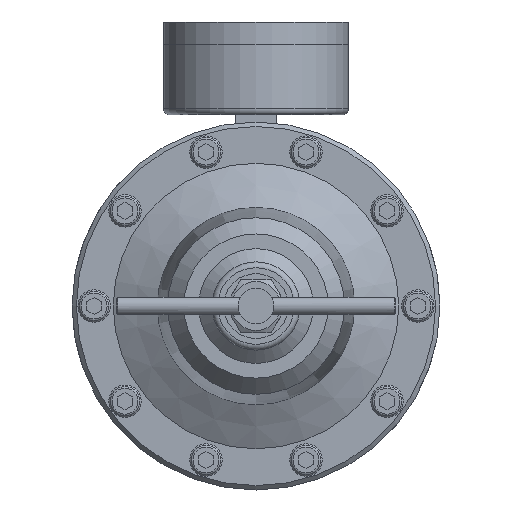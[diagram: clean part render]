
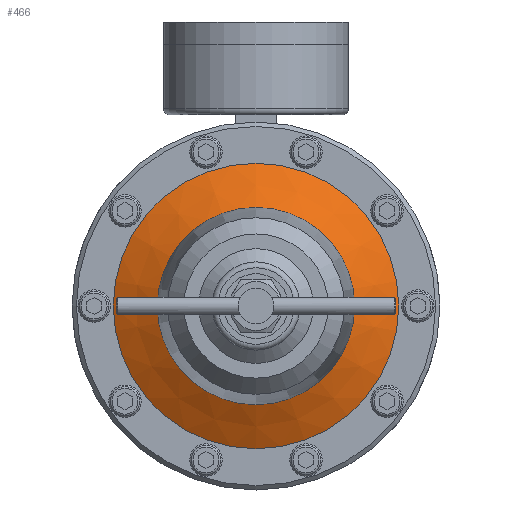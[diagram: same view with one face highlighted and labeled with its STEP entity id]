
A CAD part, front view. The second image highlights one B-rep face of the part: STEP entity #466.
In plain terms, the highlighted conical face has half-angle 61.928 degrees and reference radius 48.5 mm.
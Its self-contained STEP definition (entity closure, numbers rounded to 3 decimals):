
#466 = ADVANCED_FACE( '', ( #1165, #1166 ), #1167, .T. );
#1165 = FACE_BOUND( '', #2194, .T. );
#1166 = FACE_OUTER_BOUND( '', #2195, .T. );
#1167 = CONICAL_SURFACE( '', #2196, 48.5, 1.081 );
#2194 = EDGE_LOOP( '', ( #3459 ) );
#2195 = EDGE_LOOP( '', ( #3460 ) );
#2196 = AXIS2_PLACEMENT_3D( '', #3461, #3462, #3463 );
#3459 = ORIENTED_EDGE( '', *, *, #5633, .F. );
#3460 = ORIENTED_EDGE( '', *, *, #5634, .T. );
#3461 = CARTESIAN_POINT( '', ( 0., -54.5, 0. ) );
#3462 = DIRECTION( '', ( 0., 1., 0. ) );
#3463 = DIRECTION( '', ( 0., 0., 1. ) );
#5633 = EDGE_CURVE( '', #6701, #6701, #6702, .T. );
#5634 = EDGE_CURVE( '', #6703, #6703, #6704, .T. );
#6701 = VERTEX_POINT( '', #8311 );
#6702 = CIRCLE( '', #8312, 33.5 );
#6703 = VERTEX_POINT( '', #8313 );
#6704 = CIRCLE( '', #8314, 48.5 );
#8311 = CARTESIAN_POINT( '', ( 0., -62.5, -33.5 ) );
#8312 = AXIS2_PLACEMENT_3D( '', #10184, #10185, #10186 );
#8313 = CARTESIAN_POINT( '', ( 0., -54.5, -48.5 ) );
#8314 = AXIS2_PLACEMENT_3D( '', #10187, #10188, #10189 );
#10184 = CARTESIAN_POINT( '', ( 0., -62.5, 0. ) );
#10185 = DIRECTION( '', ( 0., -1., 0. ) );
#10186 = DIRECTION( '', ( 0., 0., -1. ) );
#10187 = CARTESIAN_POINT( '', ( 0., -54.5, 0. ) );
#10188 = DIRECTION( '', ( 0., -1., 0. ) );
#10189 = DIRECTION( '', ( 0., 0., -1. ) );
